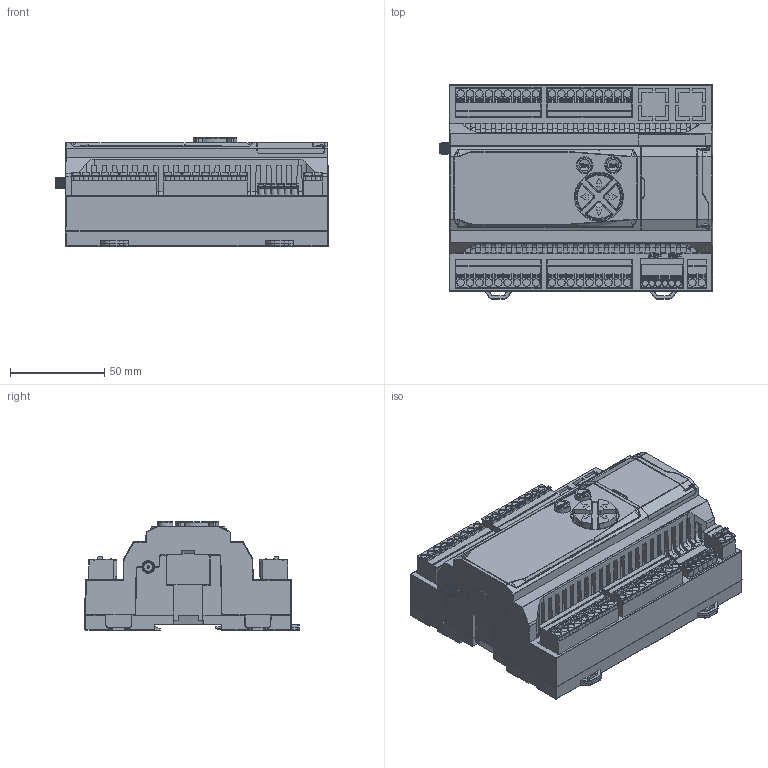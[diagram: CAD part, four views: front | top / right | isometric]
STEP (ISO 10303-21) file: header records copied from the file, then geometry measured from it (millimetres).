
FILE_DESCRIPTION (( 'STEP AP203' ), '1' );
FILE_NAME ('MTX_3D.STEP', '2019-10-02T09:22:36', ( '' ), ( '' ), 'SwSTEP 2.0', 'SolidWorks 2012', '' );
FILE_SCHEMA (( 'CONFIG_CONTROL_DESIGN' ));
Products named in the file (1): MTX_3D
Bounding box: 145.1 x 113.99 x 57.5 mm (x, y, z)
Volume: 624224.5 mm3; surface area: 102105.4 mm2
Topology: 1 solids, 13 shells, 5241 faces, 13914 edges, 8836 vertices
Faces by surface type: plane 2967, cylinder 1526, bspline 556, cone 128, torus 42, sphere 22
Full cylindrical faces by diameter (mm): 1.25 x2, 2.9 x1, 3.1 x6, 4 x38, 4.63 x1, 5.35 x2, 6.3 x1
Entity records: 170446 total; most frequent: CARTESIAN_POINT 46087, ORIENTED_EDGE 27524, DIRECTION 23937, EDGE_CURVE 13762, LINE 9265, VECTOR 9265, VERTEX_POINT 8775, AXIS2_PLACEMENT_3D 7336
